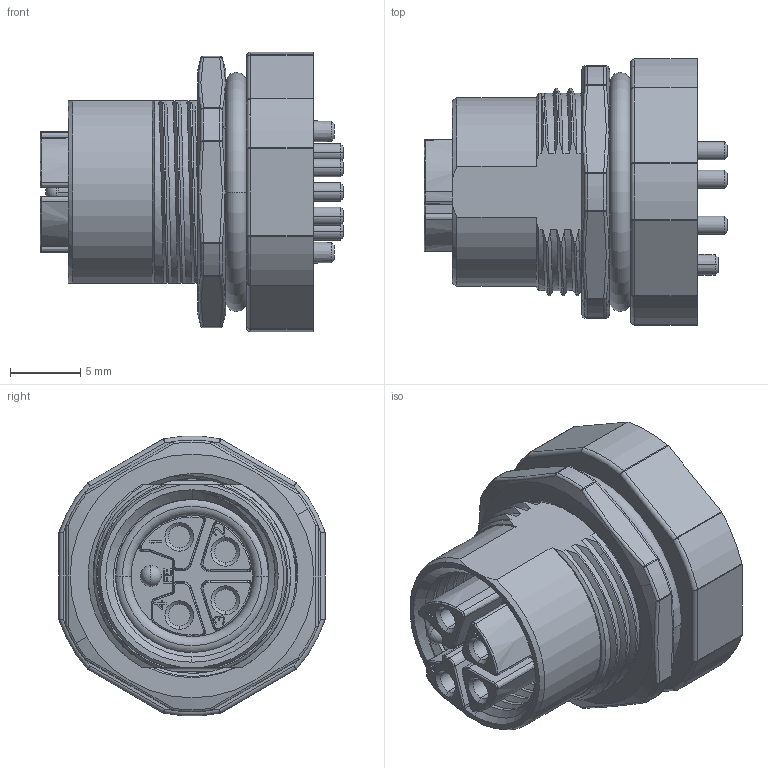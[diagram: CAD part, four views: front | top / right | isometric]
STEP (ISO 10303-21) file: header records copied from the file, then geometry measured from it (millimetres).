
FILE_DESCRIPTION((''),'2;1');
FILE_NAME('M12L-05PFDP-SF8001_SW0002','2021-06-29T',('L180058'),(''),'PRO/ENGINEER BY PARAMETRIC TECHNOLOGY CORPORATION, 2017170','PRO/ENGINEER BY PARAMETRIC TECHNOLOGY CORPORATION, 2017170','');
FILE_SCHEMA(('CONFIG_CONTROL_DESIGN'));
Length unit declared in the file: millimetre
Products named in the file (1): M12L-05PFDP-SF8001_SW0002
Bounding box: 21.7 x 19 x 19.95 mm (x, y, z)
Volume: 3117.1 mm3; surface area: 3317.4 mm2
Topology: 3 solids, 3 shells, 644 faces, 1675 edges, 1052 vertices
Faces by surface type: plane 263, cylinder 142, bspline 94, cone 50, torus 35, extrusion 34, sphere 26
Entity records: 35799 total; most frequent: CARTESIAN_POINT 20839, ORIENTED_EDGE 3346, DIRECTION 2685, EDGE_CURVE 1673, VERTEX_POINT 1052, VECTOR 925, LINE 891, AXIS2_PLACEMENT_3D 880
